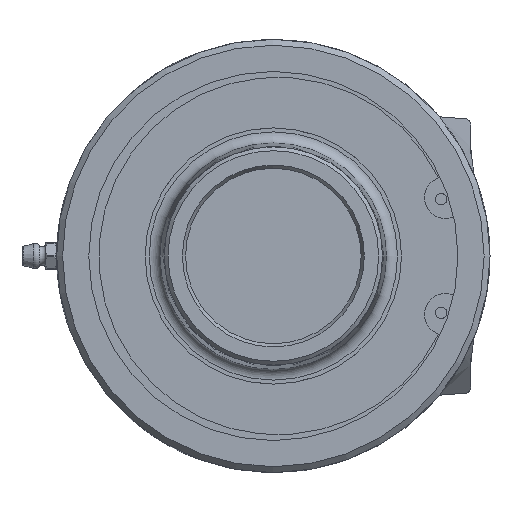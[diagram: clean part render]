
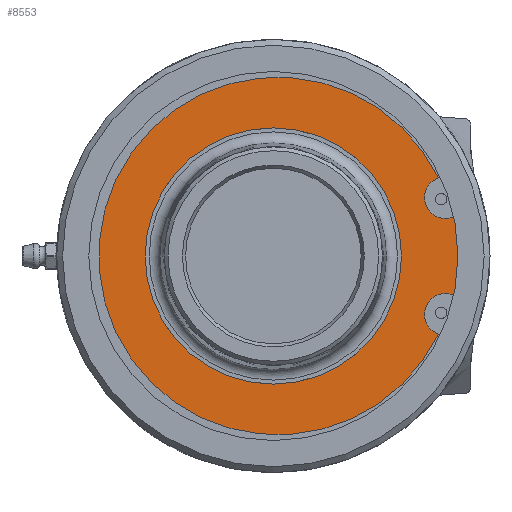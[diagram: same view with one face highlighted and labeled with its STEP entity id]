
A CAD part, left-side view. The second image highlights one B-rep face of the part: STEP entity #8553.
In plain terms, the highlighted planar face has unit normal (-1, 0, 0).
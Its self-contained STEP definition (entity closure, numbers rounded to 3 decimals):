
#464=PLANE('',#9196);
#511=FACE_BOUND('',#1893,.T.);
#1381=FACE_OUTER_BOUND('',#1892,.T.);
#1892=EDGE_LOOP('',(#7603,#7604,#7605,#7606,#7607,#7608));
#1893=EDGE_LOOP('',(#7609,#7610));
#2101=CIRCLE('',#8841,5.682);
#2107=CIRCLE('',#8852,5.682);
#2109=CIRCLE('',#8855,48.478);
#2150=CIRCLE('',#8918,34.75);
#2151=CIRCLE('',#8919,34.75);
#2286=CIRCLE('',#9197,53.8);
#2376=LINE('',#14336,#2795);
#2381=LINE('',#14356,#2800);
#2795=VECTOR('',#9751,10.);
#2800=VECTOR('',#9770,10.);
#3510=VERTEX_POINT('',#14322);
#3511=VERTEX_POINT('',#14324);
#3514=VERTEX_POINT('',#14334);
#3521=VERTEX_POINT('',#14353);
#3522=VERTEX_POINT('',#14355);
#3525=VERTEX_POINT('',#14365);
#3568=VERTEX_POINT('',#14512);
#3569=VERTEX_POINT('',#14513);
#4417=EDGE_CURVE('',#3511,#3510,#2101,.T.);
#4422=EDGE_CURVE('',#3510,#3514,#2376,.T.);
#4431=EDGE_CURVE('',#3522,#3521,#2381,.T.);
#4436=EDGE_CURVE('',#3521,#3525,#2107,.T.);
#4438=EDGE_CURVE('',#3525,#3511,#2109,.T.);
#4500=EDGE_CURVE('',#3568,#3569,#2150,.T.);
#4501=EDGE_CURVE('',#3569,#3568,#2151,.T.);
#5193=EDGE_CURVE('',#3514,#3522,#2286,.T.);
#7603=ORIENTED_EDGE('',*,*,#4422,.T.);
#7604=ORIENTED_EDGE('',*,*,#5193,.T.);
#7605=ORIENTED_EDGE('',*,*,#4431,.T.);
#7606=ORIENTED_EDGE('',*,*,#4436,.T.);
#7607=ORIENTED_EDGE('',*,*,#4438,.T.);
#7608=ORIENTED_EDGE('',*,*,#4417,.T.);
#7609=ORIENTED_EDGE('',*,*,#4500,.T.);
#7610=ORIENTED_EDGE('',*,*,#4501,.T.);
#8553=ADVANCED_FACE('',(#1381,#511),#464,.F.);
#8841=AXIS2_PLACEMENT_3D('',#14325,#9744,#9745);
#8852=AXIS2_PLACEMENT_3D('',#14367,#9777,#9778);
#8855=AXIS2_PLACEMENT_3D('',#14370,#9783,#9784);
#8918=AXIS2_PLACEMENT_3D('',#14514,#9922,#9923);
#8919=AXIS2_PLACEMENT_3D('',#14515,#9924,#9925);
#9196=AXIS2_PLACEMENT_3D('',#24894,#10807,#10808);
#9197=AXIS2_PLACEMENT_3D('',#24895,#10809,#10810);
#9744=DIRECTION('center_axis',(1.,0.,0.));
#9745=DIRECTION('ref_axis',(0.,-0.335,0.942));
#9751=DIRECTION('',(0.,-0.96,-0.281));
#9770=DIRECTION('',(0.,0.96,-0.281));
#9777=DIRECTION('center_axis',(1.,0.,0.));
#9778=DIRECTION('ref_axis',(0.,0.335,0.942));
#9783=DIRECTION('center_axis',(-1.,0.,0.));
#9784=DIRECTION('ref_axis',(0.,1.,0.));
#9922=DIRECTION('center_axis',(1.,0.,0.));
#9923=DIRECTION('ref_axis',(0.,-1.,0.));
#9924=DIRECTION('center_axis',(1.,0.,0.));
#9925=DIRECTION('ref_axis',(0.,-1.,0.));
#10807=DIRECTION('center_axis',(1.,0.,0.));
#10808=DIRECTION('ref_axis',(0.,0.,-1.));
#10809=DIRECTION('center_axis',(-1.,0.,0.));
#10810=DIRECTION('ref_axis',(0.,1.,0.));
#14322=CARTESIAN_POINT('',(10.375,-48.558,-10.495));
#14324=CARTESIAN_POINT('',(10.375,-44.751,-21.202));
#14325=CARTESIAN_POINT('Origin',(10.375,-46.655,-15.848));
#14334=CARTESIAN_POINT('',(10.375,-52.522,-11.656));
#14336=CARTESIAN_POINT('',(10.375,-14.375,-0.486));
#14353=CARTESIAN_POINT('',(10.375,-48.558,10.495));
#14355=CARTESIAN_POINT('',(10.375,-52.522,11.656));
#14356=CARTESIAN_POINT('',(10.375,-12.393,-0.094));
#14365=CARTESIAN_POINT('',(10.375,-44.751,21.202));
#14367=CARTESIAN_POINT('Origin',(10.375,-46.655,15.848));
#14370=CARTESIAN_POINT('Origin',(10.375,-1.155,0.));
#14512=CARTESIAN_POINT('',(10.375,-34.75,0.));
#14513=CARTESIAN_POINT('',(10.375,34.75,0.));
#14514=CARTESIAN_POINT('Origin',(10.375,0.,0.));
#14515=CARTESIAN_POINT('Origin',(10.375,0.,0.));
#24894=CARTESIAN_POINT('Origin',(10.375,26.9,0.));
#24895=CARTESIAN_POINT('Origin',(10.375,0.,0.));
